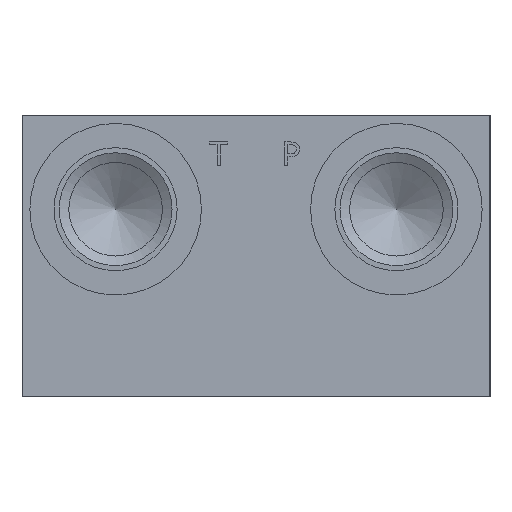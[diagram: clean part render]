
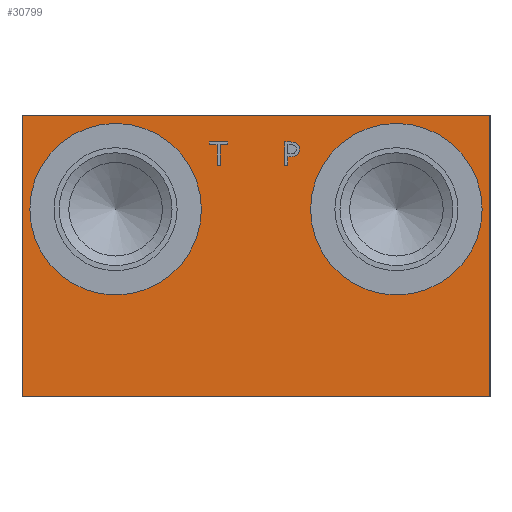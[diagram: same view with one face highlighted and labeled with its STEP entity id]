
A CAD part, left-side view. The second image highlights one B-rep face of the part: STEP entity #30799.
In plain terms, the highlighted planar face has unit normal (-1, 0, 0).
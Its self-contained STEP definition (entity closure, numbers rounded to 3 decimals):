
#392=CIRCLE('',#32323,23.279);
#393=CIRCLE('',#32324,23.279);
#394=CIRCLE('',#32325,23.279);
#395=CIRCLE('',#32326,23.279);
#1199=FACE_BOUND('',#5201,.T.);
#1200=FACE_BOUND('',#5202,.T.);
#1201=FACE_BOUND('',#5203,.T.);
#1202=FACE_BOUND('',#5204,.T.);
#1791=B_SPLINE_CURVE_WITH_KNOTS('',2,(#45766,#45767,#45768,#45769),
 .UNSPECIFIED.,.F.,.F.,(3,1,3),(0.,1.,2.),.UNSPECIFIED.);
#1793=B_SPLINE_CURVE_WITH_KNOTS('',2,(#45787,#45788,#45789,#45790),
 .UNSPECIFIED.,.F.,.F.,(3,1,3),(0.,1.,2.),.UNSPECIFIED.);
#1795=B_SPLINE_CURVE_WITH_KNOTS('',2,(#45836,#45837,#45838,#45839),
 .UNSPECIFIED.,.F.,.F.,(3,1,3),(0.,1.,2.),.UNSPECIFIED.);
#1797=B_SPLINE_CURVE_WITH_KNOTS('',2,(#45854,#45855,#45856,#45857),
 .UNSPECIFIED.,.F.,.F.,(3,1,3),(0.,1.,2.),.UNSPECIFIED.);
#3470=FACE_OUTER_BOUND('',#5200,.T.);
#5200=EDGE_LOOP('',(#22250,#22251,#22252,#22253));
#5201=EDGE_LOOP('',(#22254,#22255,#22256,#22257,#22258,#22259,#22260,#22261));
#5202=EDGE_LOOP('',(#22262,#22263));
#5203=EDGE_LOOP('',(#22264,#22265));
#5204=EDGE_LOOP('',(#22266,#22267,#22268,#22269,#22270,#22271,#22272,#22273,
#22274));
#6592=LINE('',#40602,#9244);
#7125=LINE('',#43438,#9777);
#7526=LINE('',#45616,#10178);
#7530=LINE('',#45624,#10182);
#7533=LINE('',#45630,#10185);
#7536=LINE('',#45636,#10188);
#7539=LINE('',#45642,#10191);
#7542=LINE('',#45648,#10194);
#7545=LINE('',#45654,#10197);
#7548=LINE('',#45659,#10200);
#7566=LINE('',#45799,#10218);
#7569=LINE('',#45805,#10221);
#7572=LINE('',#45811,#10224);
#7575=LINE('',#45817,#10227);
#7578=LINE('',#45823,#10230);
#7582=LINE('',#45865,#10234);
#7583=LINE('',#45866,#10235);
#9244=VECTOR('',#33949,10.);
#9777=VECTOR('',#34908,10.);
#10178=VECTOR('',#35591,10.);
#10182=VECTOR('',#35597,10.);
#10185=VECTOR('',#35602,10.);
#10188=VECTOR('',#35607,10.);
#10191=VECTOR('',#35612,10.);
#10194=VECTOR('',#35617,10.);
#10197=VECTOR('',#35622,10.);
#10200=VECTOR('',#35627,10.);
#10218=VECTOR('',#35655,10.);
#10221=VECTOR('',#35660,10.);
#10224=VECTOR('',#35665,10.);
#10227=VECTOR('',#35670,10.);
#10230=VECTOR('',#35675,10.);
#10234=VECTOR('',#35683,10.);
#10235=VECTOR('',#35684,10.);
#11887=VERTEX_POINT('',#40598);
#11889=VERTEX_POINT('',#40601);
#12411=VERTEX_POINT('',#43437);
#12798=VERTEX_POINT('',#45614);
#12799=VERTEX_POINT('',#45615);
#12802=VERTEX_POINT('',#45623);
#12804=VERTEX_POINT('',#45629);
#12806=VERTEX_POINT('',#45635);
#12808=VERTEX_POINT('',#45641);
#12810=VERTEX_POINT('',#45647);
#12812=VERTEX_POINT('',#45653);
#12828=VERTEX_POINT('',#45764);
#12829=VERTEX_POINT('',#45765);
#12832=VERTEX_POINT('',#45786);
#12834=VERTEX_POINT('',#45798);
#12836=VERTEX_POINT('',#45804);
#12838=VERTEX_POINT('',#45810);
#12840=VERTEX_POINT('',#45816);
#12842=VERTEX_POINT('',#45822);
#12844=VERTEX_POINT('',#45835);
#12846=VERTEX_POINT('',#45864);
#12847=VERTEX_POINT('',#45867);
#12848=VERTEX_POINT('',#45868);
#12849=VERTEX_POINT('',#45871);
#12850=VERTEX_POINT('',#45872);
#15008=EDGE_CURVE('',#11889,#11887,#6592,.T.);
#15773=EDGE_CURVE('',#11889,#12411,#7125,.T.);
#16346=EDGE_CURVE('',#12798,#12799,#7526,.T.);
#16350=EDGE_CURVE('',#12802,#12798,#7530,.T.);
#16353=EDGE_CURVE('',#12804,#12802,#7533,.T.);
#16356=EDGE_CURVE('',#12806,#12804,#7536,.T.);
#16359=EDGE_CURVE('',#12808,#12806,#7539,.T.);
#16362=EDGE_CURVE('',#12810,#12808,#7542,.T.);
#16365=EDGE_CURVE('',#12812,#12810,#7545,.T.);
#16368=EDGE_CURVE('',#12799,#12812,#7548,.T.);
#16391=EDGE_CURVE('',#12828,#12829,#1791,.T.);
#16395=EDGE_CURVE('',#12832,#12828,#1793,.T.);
#16398=EDGE_CURVE('',#12834,#12832,#7566,.T.);
#16401=EDGE_CURVE('',#12836,#12834,#7569,.T.);
#16404=EDGE_CURVE('',#12838,#12836,#7572,.T.);
#16407=EDGE_CURVE('',#12840,#12838,#7575,.T.);
#16410=EDGE_CURVE('',#12842,#12840,#7578,.T.);
#16413=EDGE_CURVE('',#12844,#12842,#1795,.T.);
#16416=EDGE_CURVE('',#12829,#12844,#1797,.T.);
#16418=EDGE_CURVE('',#11887,#12846,#7582,.T.);
#16419=EDGE_CURVE('',#12411,#12846,#7583,.T.);
#16420=EDGE_CURVE('',#12847,#12848,#392,.T.);
#16421=EDGE_CURVE('',#12848,#12847,#393,.T.);
#16422=EDGE_CURVE('',#12849,#12850,#394,.T.);
#16423=EDGE_CURVE('',#12850,#12849,#395,.T.);
#22250=ORIENTED_EDGE('',*,*,#15008,.T.);
#22251=ORIENTED_EDGE('',*,*,#16418,.T.);
#22252=ORIENTED_EDGE('',*,*,#16419,.F.);
#22253=ORIENTED_EDGE('',*,*,#15773,.F.);
#22254=ORIENTED_EDGE('',*,*,#16346,.T.);
#22255=ORIENTED_EDGE('',*,*,#16368,.T.);
#22256=ORIENTED_EDGE('',*,*,#16365,.T.);
#22257=ORIENTED_EDGE('',*,*,#16362,.T.);
#22258=ORIENTED_EDGE('',*,*,#16359,.T.);
#22259=ORIENTED_EDGE('',*,*,#16356,.T.);
#22260=ORIENTED_EDGE('',*,*,#16353,.T.);
#22261=ORIENTED_EDGE('',*,*,#16350,.T.);
#22262=ORIENTED_EDGE('',*,*,#16420,.T.);
#22263=ORIENTED_EDGE('',*,*,#16421,.T.);
#22264=ORIENTED_EDGE('',*,*,#16422,.T.);
#22265=ORIENTED_EDGE('',*,*,#16423,.T.);
#22266=ORIENTED_EDGE('',*,*,#16391,.T.);
#22267=ORIENTED_EDGE('',*,*,#16416,.T.);
#22268=ORIENTED_EDGE('',*,*,#16413,.T.);
#22269=ORIENTED_EDGE('',*,*,#16410,.T.);
#22270=ORIENTED_EDGE('',*,*,#16407,.T.);
#22271=ORIENTED_EDGE('',*,*,#16404,.T.);
#22272=ORIENTED_EDGE('',*,*,#16401,.T.);
#22273=ORIENTED_EDGE('',*,*,#16398,.T.);
#22274=ORIENTED_EDGE('',*,*,#16395,.T.);
#28617=PLANE('',#32322);
#30799=ADVANCED_FACE('',(#3470,#1199,#1200,#1201,#1202),#28617,.T.);
#32322=AXIS2_PLACEMENT_3D('',#45863,#35681,#35682);
#32323=AXIS2_PLACEMENT_3D('',#45869,#35685,#35686);
#32324=AXIS2_PLACEMENT_3D('',#45870,#35687,#35688);
#32325=AXIS2_PLACEMENT_3D('',#45873,#35689,#35690);
#32326=AXIS2_PLACEMENT_3D('',#45874,#35691,#35692);
#33949=DIRECTION('',(0.,-1.,0.));
#34908=DIRECTION('',(0.,0.,1.));
#35591=DIRECTION('',(0.,1.,0.));
#35597=DIRECTION('',(0.,0.,-1.));
#35602=DIRECTION('',(0.,1.,0.));
#35607=DIRECTION('',(0.,0.,-1.));
#35612=DIRECTION('',(0.,-1.,0.));
#35617=DIRECTION('',(0.,0.,1.));
#35622=DIRECTION('',(0.,1.,0.));
#35627=DIRECTION('',(0.,0.,1.));
#35655=DIRECTION('',(0.,-1.,0.));
#35660=DIRECTION('',(0.,0.,1.));
#35665=DIRECTION('',(0.,1.,0.));
#35670=DIRECTION('',(0.,0.,-1.));
#35675=DIRECTION('',(0.,1.,0.));
#35681=DIRECTION('center_axis',(-1.,0.,0.));
#35682=DIRECTION('ref_axis',(0.,-1.,0.));
#35683=DIRECTION('',(0.,0.,1.));
#35684=DIRECTION('',(0.,-1.,0.));
#35685=DIRECTION('center_axis',(1.,0.,0.));
#35686=DIRECTION('ref_axis',(0.,0.,1.));
#35687=DIRECTION('center_axis',(1.,0.,0.));
#35688=DIRECTION('ref_axis',(0.,0.,1.));
#35689=DIRECTION('center_axis',(1.,0.,0.));
#35690=DIRECTION('ref_axis',(0.,0.,1.));
#35691=DIRECTION('center_axis',(1.,0.,0.));
#35692=DIRECTION('ref_axis',(0.,0.,1.));
#40598=CARTESIAN_POINT('',(0.,0.,0.));
#40601=CARTESIAN_POINT('',(0.,127.,0.));
#40602=CARTESIAN_POINT('',(0.,127.,0.));
#43437=CARTESIAN_POINT('',(0.,127.,76.2));
#43438=CARTESIAN_POINT('',(0.,127.,0.));
#45614=CARTESIAN_POINT('',(0.,73.231,62.706));
#45615=CARTESIAN_POINT('',(0.,74.075,62.706));
#45616=CARTESIAN_POINT('',(0.,100.115,62.706));
#45623=CARTESIAN_POINT('',(0.,73.231,68.305));
#45624=CARTESIAN_POINT('',(0.,73.231,34.152));
#45629=CARTESIAN_POINT('',(0.,71.1,68.305));
#45630=CARTESIAN_POINT('',(0.,99.05,68.305));
#45635=CARTESIAN_POINT('',(0.,71.1,69.056));
#45636=CARTESIAN_POINT('',(0.,71.1,34.528));
#45641=CARTESIAN_POINT('',(0.,76.205,69.056));
#45642=CARTESIAN_POINT('',(0.,101.603,69.056));
#45647=CARTESIAN_POINT('',(0.,76.205,68.305));
#45648=CARTESIAN_POINT('',(0.,76.205,34.152));
#45653=CARTESIAN_POINT('',(0.,74.075,68.305));
#45654=CARTESIAN_POINT('',(0.,100.537,68.305));
#45659=CARTESIAN_POINT('',(0.,74.075,31.353));
#45764=CARTESIAN_POINT('',(0.,52.456,68.66));
#45765=CARTESIAN_POINT('',(0.,51.699,67.142));
#45766=CARTESIAN_POINT('Ctrl Pts',(0.,52.456,68.66));
#45767=CARTESIAN_POINT('Ctrl Pts',(0.,52.101,68.418));
#45768=CARTESIAN_POINT('Ctrl Pts',(0.,51.699,67.672));
#45769=CARTESIAN_POINT('Ctrl Pts',(0.,51.699,67.142));
#45786=CARTESIAN_POINT('',(0.,54.118,69.056));
#45787=CARTESIAN_POINT('Ctrl Pts',(0.,54.118,69.056));
#45788=CARTESIAN_POINT('Ctrl Pts',(0.,53.552,69.056));
#45789=CARTESIAN_POINT('Ctrl Pts',(0.,52.759,68.871));
#45790=CARTESIAN_POINT('Ctrl Pts',(0.,52.456,68.66));
#45798=CARTESIAN_POINT('',(0.,55.713,69.056));
#45799=CARTESIAN_POINT('',(0.,91.357,69.056));
#45804=CARTESIAN_POINT('',(0.,55.713,62.706));
#45805=CARTESIAN_POINT('',(0.,55.713,31.353));
#45810=CARTESIAN_POINT('',(0.,54.869,62.706));
#45811=CARTESIAN_POINT('',(0.,90.935,62.706));
#45816=CARTESIAN_POINT('',(0.,54.869,65.073));
#45817=CARTESIAN_POINT('',(0.,54.869,32.537));
#45822=CARTESIAN_POINT('',(0.,54.154,65.073));
#45823=CARTESIAN_POINT('',(0.,90.577,65.073));
#45835=CARTESIAN_POINT('',(0.,52.255,65.732));
#45836=CARTESIAN_POINT('Ctrl Pts',(0.,52.255,65.732));
#45837=CARTESIAN_POINT('Ctrl Pts',(0.,52.584,65.408));
#45838=CARTESIAN_POINT('Ctrl Pts',(0.,53.475,65.073));
#45839=CARTESIAN_POINT('Ctrl Pts',(0.,54.154,65.073));
#45854=CARTESIAN_POINT('Ctrl Pts',(0.,51.699,67.142));
#45855=CARTESIAN_POINT('Ctrl Pts',(0.,51.699,66.73));
#45856=CARTESIAN_POINT('Ctrl Pts',(0.,51.993,65.989));
#45857=CARTESIAN_POINT('Ctrl Pts',(0.,52.255,65.732));
#45863=CARTESIAN_POINT('Origin',(0.,127.,0.));
#45864=CARTESIAN_POINT('',(0.,0.,76.2));
#45865=CARTESIAN_POINT('',(0.,0.,0.));
#45866=CARTESIAN_POINT('',(0.,127.,76.2));
#45867=CARTESIAN_POINT('',(0.,25.4,74.079));
#45868=CARTESIAN_POINT('',(0.,25.4,27.521));
#45869=CARTESIAN_POINT('Origin',(0.,25.4,50.8));
#45870=CARTESIAN_POINT('Origin',(0.,25.4,50.8));
#45871=CARTESIAN_POINT('',(0.,101.6,74.079));
#45872=CARTESIAN_POINT('',(0.,101.6,27.521));
#45873=CARTESIAN_POINT('Origin',(0.,101.6,50.8));
#45874=CARTESIAN_POINT('Origin',(0.,101.6,50.8));
